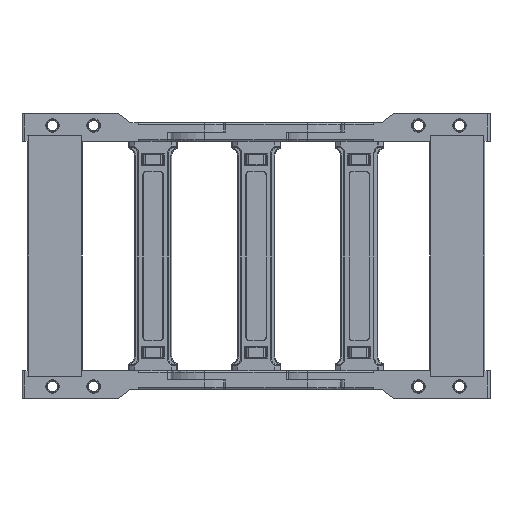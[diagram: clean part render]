
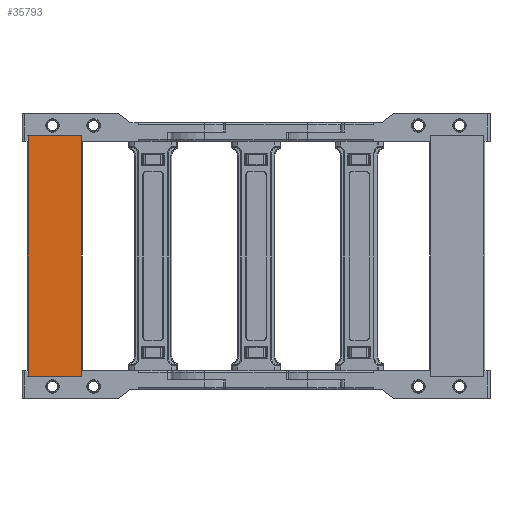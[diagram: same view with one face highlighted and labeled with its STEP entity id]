
A CAD part, front view. The second image highlights one B-rep face of the part: STEP entity #35793.
In plain terms, the highlighted planar face has unit normal (0, -1, 0).
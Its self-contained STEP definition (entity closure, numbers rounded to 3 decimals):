
#1356 = EDGE_LOOP ( 'NONE', ( #183033, #163089, #74211, #143339 ) ) ;
#10968 = DIRECTION ( 'NONE',  ( -1., 0., 0. ) ) ;
#22813 = DIRECTION ( 'NONE',  ( -1., 0., 0. ) ) ;
#25496 = VERTEX_POINT ( 'NONE', #97924 ) ;
#35793 = ADVANCED_FACE ( 'NONE', ( #44247 ), #84042, .T. ) ;
#41264 = EDGE_CURVE ( 'NONE', #25496, #81378, #103676, .T. ) ;
#44247 = FACE_OUTER_BOUND ( 'NONE', #1356, .T. ) ;
#54283 = VECTOR ( 'NONE', #122724, 1000. ) ;
#56062 = AXIS2_PLACEMENT_3D ( 'NONE', #153742, #183924, #10968 ) ;
#60139 = CARTESIAN_POINT ( 'NONE',  ( -129.654, 69.874, -35.166 ) ) ;
#61185 = VECTOR ( 'NONE', #132404, 1000. ) ;
#64579 = DIRECTION ( 'NONE',  ( -1., 0., 0. ) ) ;
#70191 = LINE ( 'NONE', #111421, #54283 ) ;
#72216 = VECTOR ( 'NONE', #64579, 1000. ) ;
#74211 = ORIENTED_EDGE ( 'NONE', *, *, #172391, .F. ) ;
#74608 = CARTESIAN_POINT ( 'NONE',  ( -158.79, 69.874, -35.166 ) ) ;
#81378 = VERTEX_POINT ( 'NONE', #157896 ) ;
#84042 = PLANE ( 'NONE',  #56062 ) ;
#96045 = EDGE_CURVE ( 'NONE', #96937, #110373, #178065, .T. ) ;
#96769 = CARTESIAN_POINT ( 'NONE',  ( -129.654, 69.874, -35.166 ) ) ;
#96937 = VERTEX_POINT ( 'NONE', #96769 ) ;
#97924 = CARTESIAN_POINT ( 'NONE',  ( -129.654, 69.874, 96.434 ) ) ;
#101650 = LINE ( 'NONE', #60139, #61185 ) ;
#103676 = LINE ( 'NONE', #180067, #182290 ) ;
#110373 = VERTEX_POINT ( 'NONE', #74608 ) ;
#111421 = CARTESIAN_POINT ( 'NONE',  ( -158.79, 69.874, -35.166 ) ) ;
#122724 = DIRECTION ( 'NONE',  ( 0., 0., 1. ) ) ;
#122966 = CARTESIAN_POINT ( 'NONE',  ( -129.654, 69.874, -35.166 ) ) ;
#132404 = DIRECTION ( 'NONE',  ( 0., 0., 1. ) ) ;
#141346 = EDGE_CURVE ( 'NONE', #96937, #25496, #101650, .T. ) ;
#143339 = ORIENTED_EDGE ( 'NONE', *, *, #96045, .F. ) ;
#153742 = CARTESIAN_POINT ( 'NONE',  ( -129.654, 69.874, -35.166 ) ) ;
#157896 = CARTESIAN_POINT ( 'NONE',  ( -158.79, 69.874, 96.434 ) ) ;
#163089 = ORIENTED_EDGE ( 'NONE', *, *, #41264, .T. ) ;
#172391 = EDGE_CURVE ( 'NONE', #110373, #81378, #70191, .T. ) ;
#178065 = LINE ( 'NONE', #122966, #72216 ) ;
#180067 = CARTESIAN_POINT ( 'NONE',  ( -129.654, 69.874, 96.434 ) ) ;
#182290 = VECTOR ( 'NONE', #22813, 1000. ) ;
#183033 = ORIENTED_EDGE ( 'NONE', *, *, #141346, .T. ) ;
#183924 = DIRECTION ( 'NONE',  ( 0., -1., 0. ) ) ;
